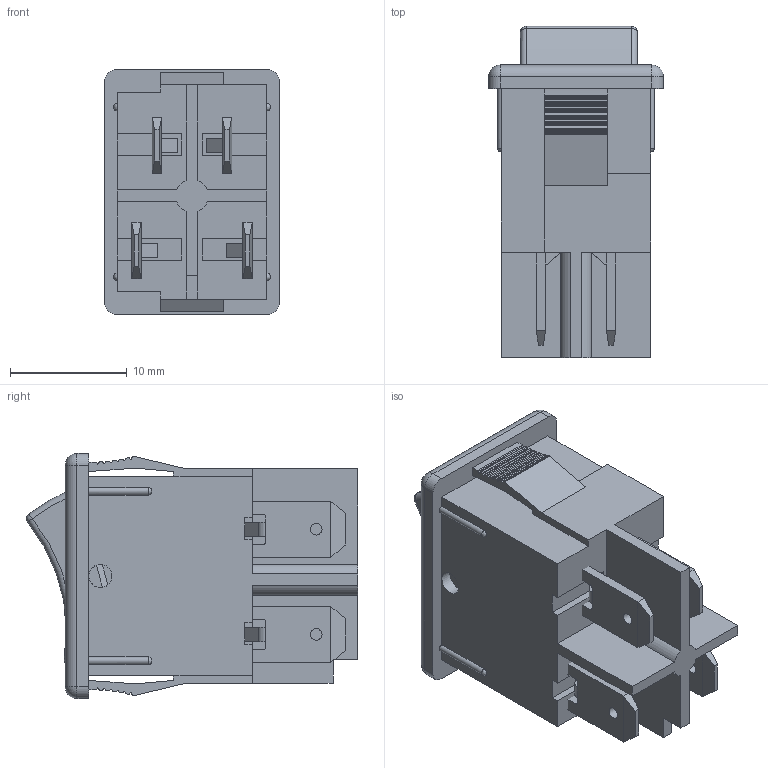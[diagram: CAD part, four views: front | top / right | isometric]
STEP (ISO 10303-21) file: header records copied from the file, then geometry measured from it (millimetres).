
FILE_DESCRIPTION((''),'2;1');
FILE_NAME('Rocker Switch - Arcolectric H8550VB.stp','2012-08-10T15:24:50',('sdarley'),(''),'Autodesk Inventor 2013','Autodesk Inventor 2013','');
FILE_SCHEMA(('AUTOMOTIVE_DESIGN { 1 0 10303 214 1 1 1 1 }'));
Length unit declared in the file: millimetre
Products named in the file (4): Rocker Switch - Arcolectric H8550VB; Arcolectric H8550VB Rocker Switch Housing; Arcolectric H8550VB Rocker Switch Rocker; Arcolectric H8550VB Rocker Switch Terminal
Assembly tree (6 placements, depth 2):
  Rocker Switch - Arcolectric H8550VB
    Arcolectric H8550VB Rocker Switch Housing
    Arcolectric H8550VB Rocker Switch Rocker
    Arcolectric H8550VB Rocker Switch Terminal  x4
Bounding box: 14.95 x 28.32 x 20.95 mm (x, y, z)
Volume: 3796.6 mm3; surface area: 3733.4 mm2
Topology: 6 solids, 6 shells, 293 faces, 784 edges, 506 vertices
Faces by surface type: plane 177, cylinder 98, sphere 8, torus 6, bspline 4
Full cylindrical faces by diameter (mm): 1 x4, 1.6 x1, 2 x2, 2.6 x1
Entity records: 7586 total; most frequent: CARTESIAN_POINT 1702, DIRECTION 1217, ORIENTED_EDGE 1206, EDGE_CURVE 603, AXIS2_PLACEMENT_3D 407, VECTOR 403, LINE 403, VERTEX_POINT 396
